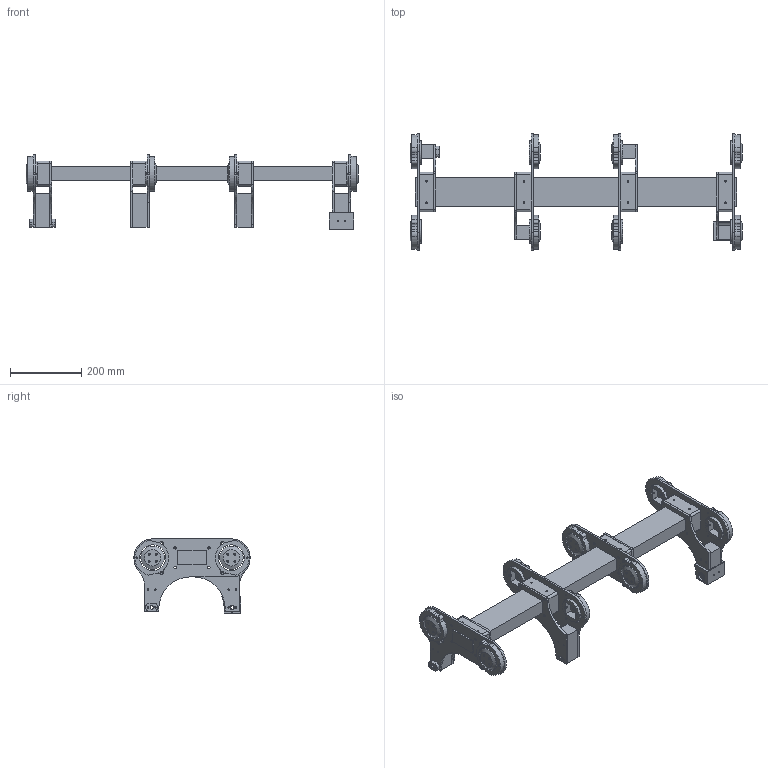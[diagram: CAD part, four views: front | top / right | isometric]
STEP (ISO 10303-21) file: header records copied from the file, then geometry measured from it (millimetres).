
FILE_DESCRIPTION(/* description */ (''),/* implementation_level */ '2;1');
FILE_NAME(/* name */ 'e51b4109-3097-4948-9553-91ec6566fb39.stp',/* time_stamp */ '2018-07-11T10:30:41+00:00',/* author */ (''),/* organization */ (''),/* preprocessor_version */ 'ST-DEVELOPER v17',/* originating_system */ 'Autodesk Translation Framework v7.1.0.215',/* authorisation */ '');
FILE_SCHEMA (('AUTOMOTIVE_DESIGN { 1 0 10303 214 3 1 1 }'));
Length unit declared in the file: millimetre
Products named in the file (6): DogV4 body; beam_bracket; plates; 4040bearing; extrusion; HUBS
Assembly tree (5 placements, depth 2):
  DogV4 body
    beam_bracket
    plates
    4040bearing
    extrusion
    HUBS
Bounding box: 930 x 324.94 x 207.5 mm (x, y, z)
Volume: 5942568.8 mm3; surface area: 1156189.3 mm2
Topology: 44 solids, 44 shells, 856 faces, 2216 edges, 1483 vertices
Faces by surface type: cylinder 461, plane 370, bspline 17, cone 8
Full cylindrical faces by diameter (mm): 4 x52, 4.5 x82, 5.5 x32, 6.3 x48, 10 x6, 12 x8, 15 x2, 26.9 x2, 59.9 x8, 66 x16, 72.3 x8, 73 x8, 78.3 x8
Entity records: 30576 total; most frequent: CARTESIAN_POINT 7537, DIRECTION 4771, ORIENTED_EDGE 4432, EDGE_CURVE 2216, AXIS2_PLACEMENT_3D 1773, VERTEX_POINT 1483, EDGE_LOOP 1455, LINE 1225
